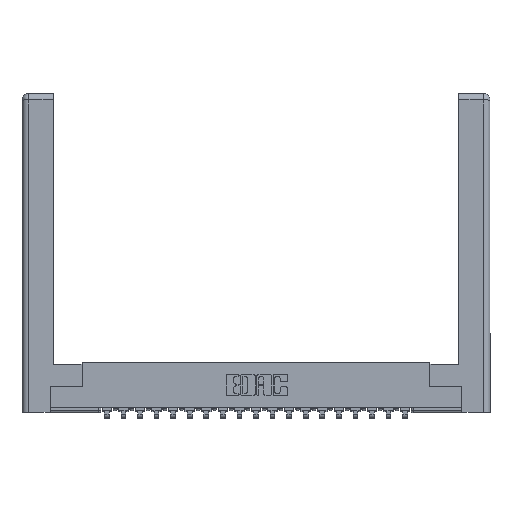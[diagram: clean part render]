
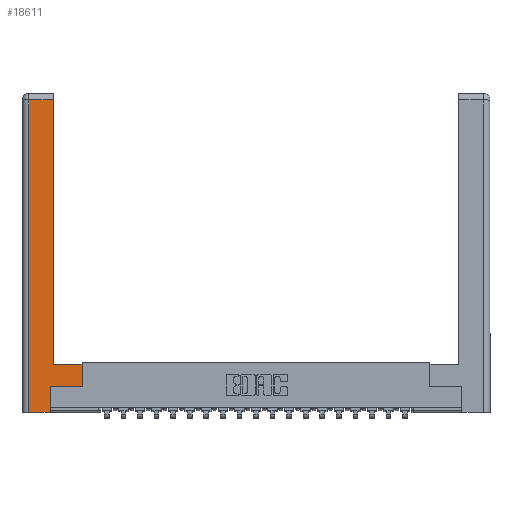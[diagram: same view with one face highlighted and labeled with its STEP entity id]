
A CAD part, top view. The second image highlights one B-rep face of the part: STEP entity #18611.
In plain terms, the highlighted planar face has unit normal (0, 0, 1).
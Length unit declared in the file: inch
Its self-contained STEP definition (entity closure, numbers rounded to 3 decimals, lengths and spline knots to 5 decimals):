
#501 = DIRECTION ( 'NONE',  ( 1., 0., 0. ) ) ;
#1103 = VERTEX_POINT ( 'NONE', #3987 ) ;
#1929 = CARTESIAN_POINT ( 'NONE',  ( 0.0615, 2.94, 0. ) ) ;
#2073 = AXIS2_PLACEMENT_3D ( 'NONE', #14310, #21489, #2601 ) ;
#2158 = VECTOR ( 'NONE', #2793, 39.37008 ) ;
#2234 = ORIENTED_EDGE ( 'NONE', *, *, #16120, .T. ) ;
#2329 = CARTESIAN_POINT ( 'NONE',  ( 0.265, 0.245, 0. ) ) ;
#2419 = VECTOR ( 'NONE', #10687, 39.37008 ) ;
#2601 = DIRECTION ( 'NONE',  ( -1., 0., 0. ) ) ;
#2793 = DIRECTION ( 'NONE',  ( -1., 0., 0. ) ) ;
#3189 = VECTOR ( 'NONE', #6015, 39.37008 ) ;
#3397 = ORIENTED_EDGE ( 'NONE', *, *, #14394, .T. ) ;
#3536 = EDGE_CURVE ( 'NONE', #1103, #10561, #12875, .T. ) ;
#3951 = DIRECTION ( 'NONE',  ( -1., 0., 0. ) ) ;
#3987 = CARTESIAN_POINT ( 'NONE',  ( 0.295, 0.45, 0. ) ) ;
#4036 = CARTESIAN_POINT ( 'NONE',  ( 0.0615, 0., 0. ) ) ;
#4221 = CARTESIAN_POINT ( 'NONE',  ( 0.295, 2.94, 0. ) ) ;
#5018 = VECTOR ( 'NONE', #16713, 39.37008 ) ;
#5726 = VERTEX_POINT ( 'NONE', #21519 ) ;
#6015 = DIRECTION ( 'NONE',  ( 0., 1., 0. ) ) ;
#6137 = LINE ( 'NONE', #19738, #20252 ) ;
#6644 = EDGE_CURVE ( 'NONE', #20977, #18914, #6137, .T. ) ;
#6718 = CARTESIAN_POINT ( 'NONE',  ( 0.565, 0.245, 0. ) ) ;
#7506 = LINE ( 'NONE', #2329, #2419 ) ;
#7639 = CARTESIAN_POINT ( 'NONE',  ( 0.295, 3., 0. ) ) ;
#8390 = CARTESIAN_POINT ( 'NONE',  ( 0.565, 0.45, 0. ) ) ;
#8413 = DIRECTION ( 'NONE',  ( 0., 1., 0. ) ) ;
#8928 = EDGE_CURVE ( 'NONE', #5726, #17223, #18408, .T. ) ;
#8968 = LINE ( 'NONE', #4036, #20219 ) ;
#9502 = EDGE_LOOP ( 'NONE', ( #13011, #22098, #2234, #16139, #12236, #11091, #18338, #3397 ) ) ;
#10561 = VERTEX_POINT ( 'NONE', #4221 ) ;
#10687 = DIRECTION ( 'NONE',  ( 0., 1., 0. ) ) ;
#10804 = CARTESIAN_POINT ( 'NONE',  ( 0.295, 0.45, 0. ) ) ;
#11091 = ORIENTED_EDGE ( 'NONE', *, *, #8928, .T. ) ;
#11154 = VECTOR ( 'NONE', #3951, 39.37008 ) ;
#12236 = ORIENTED_EDGE ( 'NONE', *, *, #14316, .T. ) ;
#12498 = DIRECTION ( 'NONE',  ( 0., -1., 0. ) ) ;
#12856 = EDGE_CURVE ( 'NONE', #17223, #21250, #19392, .T. ) ;
#12875 = LINE ( 'NONE', #7639, #3189 ) ;
#13011 = ORIENTED_EDGE ( 'NONE', *, *, #3536, .T. ) ;
#14310 = CARTESIAN_POINT ( 'NONE',  ( 0., 0., 0. ) ) ;
#14316 = EDGE_CURVE ( 'NONE', #18914, #5726, #7506, .T. ) ;
#14394 = EDGE_CURVE ( 'NONE', #21250, #1103, #21555, .T. ) ;
#15655 = CARTESIAN_POINT ( 'NONE',  ( 0.265, 0., 0. ) ) ;
#16120 = EDGE_CURVE ( 'NONE', #18487, #20977, #8968, .T. ) ;
#16139 = ORIENTED_EDGE ( 'NONE', *, *, #6644, .T. ) ;
#16230 = FACE_OUTER_BOUND ( 'NONE', #9502, .T. ) ;
#16460 = PLANE ( 'NONE',  #2073 ) ;
#16513 = CARTESIAN_POINT ( 'NONE',  ( 0.0615, 0., 0. ) ) ;
#16713 = DIRECTION ( 'NONE',  ( 1., 0., 0. ) ) ;
#16958 = VECTOR ( 'NONE', #8413, 39.37008 ) ;
#17223 = VERTEX_POINT ( 'NONE', #6718 ) ;
#17319 = CARTESIAN_POINT ( 'NONE',  ( 0.565, 0.45, 0. ) ) ;
#18338 = ORIENTED_EDGE ( 'NONE', *, *, #12856, .T. ) ;
#18347 = CARTESIAN_POINT ( 'NONE',  ( 0.0615, 2.94, 0. ) ) ;
#18408 = LINE ( 'NONE', #18650, #5018 ) ;
#18487 = VERTEX_POINT ( 'NONE', #1929 ) ;
#18611 = ADVANCED_FACE ( 'NONE', ( #16230 ), #16460, .F. ) ;
#18650 = CARTESIAN_POINT ( 'NONE',  ( 0.565, 0.245, 0. ) ) ;
#18914 = VERTEX_POINT ( 'NONE', #15655 ) ;
#19392 = LINE ( 'NONE', #17319, #16958 ) ;
#19738 = CARTESIAN_POINT ( 'NONE',  ( 0.265, 0., 0. ) ) ;
#20169 = LINE ( 'NONE', #18347, #2158 ) ;
#20219 = VECTOR ( 'NONE', #12498, 39.37008 ) ;
#20252 = VECTOR ( 'NONE', #501, 39.37008 ) ;
#20977 = VERTEX_POINT ( 'NONE', #16513 ) ;
#21250 = VERTEX_POINT ( 'NONE', #8390 ) ;
#21489 = DIRECTION ( 'NONE',  ( 0., 0., -1. ) ) ;
#21519 = CARTESIAN_POINT ( 'NONE',  ( 0.265, 0.245, 0. ) ) ;
#21555 = LINE ( 'NONE', #10804, #11154 ) ;
#22098 = ORIENTED_EDGE ( 'NONE', *, *, #22466, .T. ) ;
#22466 = EDGE_CURVE ( 'NONE', #10561, #18487, #20169, .T. ) ;
